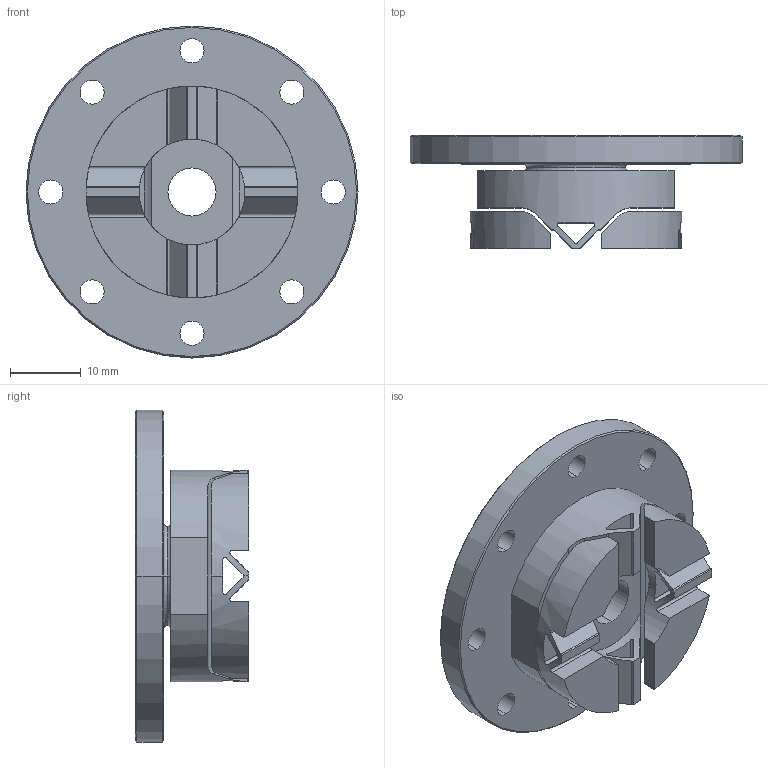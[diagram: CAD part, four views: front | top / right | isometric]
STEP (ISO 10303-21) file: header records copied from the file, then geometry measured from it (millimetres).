
FILE_DESCRIPTION (( 'STEP AP203' ), '1' );
FILE_NAME ('flex_top.STEP', '2021-11-16T10:26:58', ( 'uesrf' ), ( '' ), 'SwSTEP 2.0', 'SolidWorks 2019', '' );
FILE_SCHEMA (( 'CONFIG_CONTROL_DESIGN' ));
Length unit declared in the file: millimetre
Products named in the file (1): flex_top
Bounding box: 47 x 16 x 47 mm (x, y, z)
Volume: 10249.8 mm3; surface area: 8548.9 mm2
Topology: 3 solids, 3 shells, 142 faces, 390 edges, 256 vertices
Faces by surface type: cylinder 70, plane 58, torus 8, cone 6
Entity records: 4903 total; most frequent: CARTESIAN_POINT 1363, ORIENTED_EDGE 780, DIRECTION 660, EDGE_CURVE 390, AXIS2_PLACEMENT_3D 257, VERTEX_POINT 256, EDGE_LOOP 170, LINE 146
